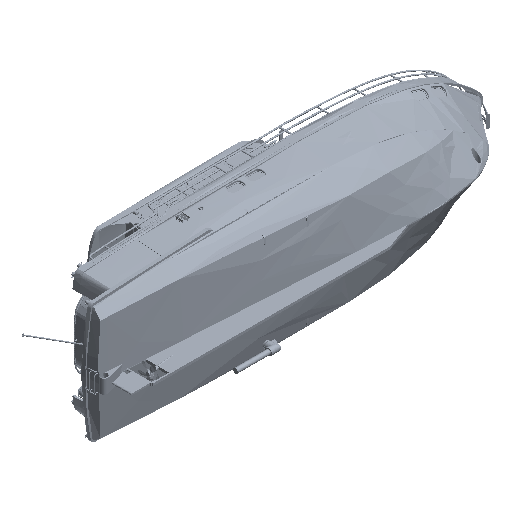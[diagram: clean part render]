
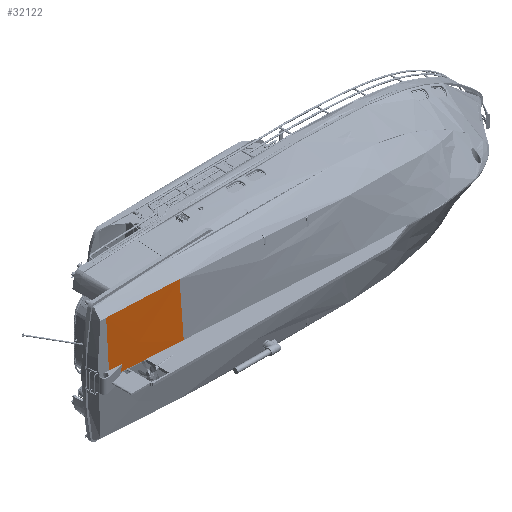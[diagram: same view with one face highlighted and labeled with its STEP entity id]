
A CAD part, isometric view. The second image highlights one B-rep face of the part: STEP entity #32122.
In plain terms, the highlighted free-form (B-spline) face has degree [3, 3] with [4, 6] control points.
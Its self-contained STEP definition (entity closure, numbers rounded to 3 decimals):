
#31777 = VERTEX_POINT('',#31778);
#31778 = CARTESIAN_POINT('',(-200.,-53.499,63.595));
#31784 = EDGE_CURVE('',#31777,#31785,#31787,.T.);
#31785 = VERTEX_POINT('',#31786);
#31786 = CARTESIAN_POINT('',(-200.,-58.705,0.541));
#31787 = LINE('',#31788,#31789);
#31788 = CARTESIAN_POINT('',(-200.,-58.705,0.541));
#31789 = VECTOR('',#31790,1.);
#31790 = DIRECTION('',(0.,-0.082,-0.997));
#32009 = VERTEX_POINT('',#32010);
#32010 = CARTESIAN_POINT('',(-285.,-52.414,0.562));
#32016 = EDGE_CURVE('',#32017,#32009,#32019,.T.);
#32017 = VERTEX_POINT('',#32018);
#32018 = CARTESIAN_POINT('',(-285.,-48.547,62.542));
#32019 = LINE('',#32020,#32021);
#32020 = CARTESIAN_POINT('',(-285.,-48.547,62.542));
#32021 = VECTOR('',#32022,1.);
#32022 = DIRECTION('',(0.,-0.062,-0.998));
#32087 = EDGE_CURVE('',#32017,#31777,#32088,.T.);
#32088 = B_SPLINE_CURVE_WITH_KNOTS('',3,(#32089,#32090,#32091,#32092,
    #32093,#32094),.UNSPECIFIED.,.F.,.F.,(4,2,4),(0.,0.412,1.),
  .UNSPECIFIED.);
#32089 = CARTESIAN_POINT('',(-285.,-48.547,62.542));
#32090 = CARTESIAN_POINT('',(-273.332,-49.261,
    62.731));
#32091 = CARTESIAN_POINT('',(-261.662,-49.961,
    62.902));
#32092 = CARTESIAN_POINT('',(-233.33,-51.626,
    63.273));
#32093 = CARTESIAN_POINT('',(-216.666,-52.577,
    63.453));
#32094 = CARTESIAN_POINT('',(-200.,-53.499,63.595));
#32122 = ADVANCED_FACE('',(#32123),#32137,.T.);
#32123 = FACE_BOUND('',#32124,.T.);
#32124 = EDGE_LOOP('',(#32125,#32126,#32135,#32136));
#32125 = ORIENTED_EDGE('',*,*,#32016,.T.);
#32126 = ORIENTED_EDGE('',*,*,#32127,.T.);
#32127 = EDGE_CURVE('',#32009,#31785,#32128,.T.);
#32128 = B_SPLINE_CURVE_WITH_KNOTS('',3,(#32129,#32130,#32131,#32132,
    #32133,#32134),.UNSPECIFIED.,.F.,.F.,(4,2,4),(0.,0.412,1.),
  .UNSPECIFIED.);
#32129 = CARTESIAN_POINT('',(-285.,-52.414,0.562));
#32130 = CARTESIAN_POINT('',(-273.333,-53.329,
    0.549));
#32131 = CARTESIAN_POINT('',(-261.664,-54.222,
    0.54));
#32132 = CARTESIAN_POINT('',(-233.333,-56.342,
    0.529));
#32133 = CARTESIAN_POINT('',(-216.668,-57.545,
    0.531));
#32134 = CARTESIAN_POINT('',(-200.,-58.705,0.541));
#32135 = ORIENTED_EDGE('',*,*,#31784,.F.);
#32136 = ORIENTED_EDGE('',*,*,#32087,.F.);
#32137 = B_SPLINE_SURFACE_WITH_KNOTS('',3,3,(
    (#32138,#32139,#32140,#32141,#32142,#32143)
    ,(#32144,#32145,#32146,#32147,#32148,#32149)
    ,(#32150,#32151,#32152,#32153,#32154,#32155)
    ,(#32156,#32157,#32158,#32159,#32160,#32161
  )),.UNSPECIFIED.,.F.,.F.,.F.,(4,4),(4,2,4),(0.,1.),(0.,0.412,
    1.),.UNSPECIFIED.);
#32138 = CARTESIAN_POINT('',(-285.,-48.547,62.542));
#32139 = CARTESIAN_POINT('',(-273.332,-49.261,
    62.731));
#32140 = CARTESIAN_POINT('',(-261.662,-49.961,
    62.902));
#32141 = CARTESIAN_POINT('',(-233.33,-51.626,
    63.273));
#32142 = CARTESIAN_POINT('',(-216.666,-52.577,
    63.453));
#32143 = CARTESIAN_POINT('',(-200.,-53.499,63.595));
#32144 = CARTESIAN_POINT('',(-285.,-49.836,41.882));
#32145 = CARTESIAN_POINT('',(-273.332,-50.617,
    42.004));
#32146 = CARTESIAN_POINT('',(-261.662,-51.381,
    42.115));
#32147 = CARTESIAN_POINT('',(-233.33,-53.198,
    42.358));
#32148 = CARTESIAN_POINT('',(-216.666,-54.233,
    42.479));
#32149 = CARTESIAN_POINT('',(-200.,-55.235,42.577));
#32150 = CARTESIAN_POINT('',(-285.,-51.125,21.222));
#32151 = CARTESIAN_POINT('',(-273.332,-51.973,
    21.277));
#32152 = CARTESIAN_POINT('',(-261.663,-52.802,
    21.328));
#32153 = CARTESIAN_POINT('',(-233.331,-54.77,
    21.443));
#32154 = CARTESIAN_POINT('',(-216.667,-55.889,
    21.505));
#32155 = CARTESIAN_POINT('',(-200.,-56.97,21.559));
#32156 = CARTESIAN_POINT('',(-285.,-52.414,0.562));
#32157 = CARTESIAN_POINT('',(-273.333,-53.329,
    0.549));
#32158 = CARTESIAN_POINT('',(-261.664,-54.222,
    0.54));
#32159 = CARTESIAN_POINT('',(-233.333,-56.342,
    0.529));
#32160 = CARTESIAN_POINT('',(-216.668,-57.545,
    0.531));
#32161 = CARTESIAN_POINT('',(-200.,-58.705,0.541));
